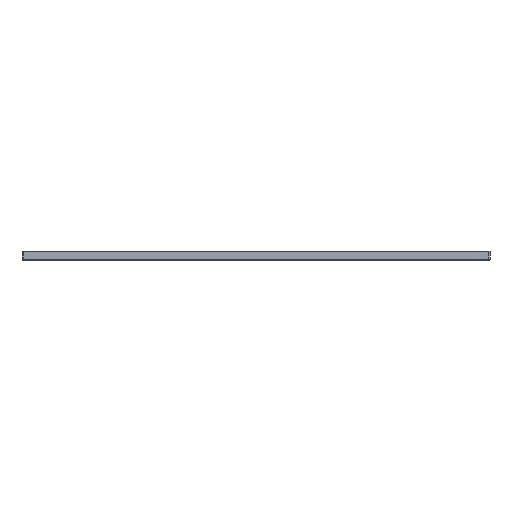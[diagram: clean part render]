
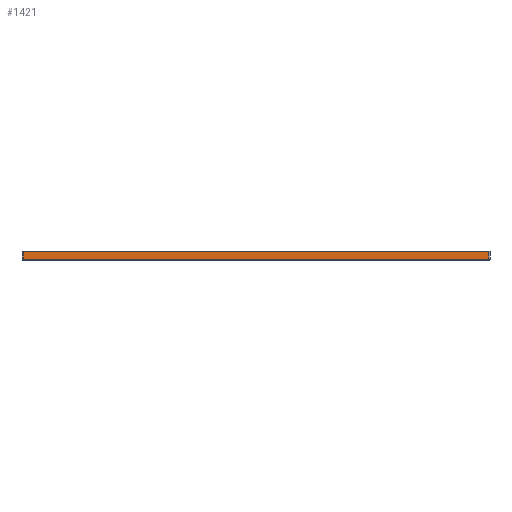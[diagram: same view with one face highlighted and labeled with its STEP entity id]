
A CAD part, front view. The second image highlights one B-rep face of the part: STEP entity #1421.
In plain terms, the highlighted planar face has unit normal (0, -1, 0).
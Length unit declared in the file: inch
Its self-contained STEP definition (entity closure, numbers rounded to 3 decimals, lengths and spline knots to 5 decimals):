
#88 = EDGE_CURVE ( 'NONE', #370, #246, #751, .T. ) ;
#122 = CARTESIAN_POINT ( 'NONE',  ( 42.20083, 0., 0.828 ) ) ;
#166 = FACE_OUTER_BOUND ( 'NONE', #1034, .T. ) ;
#170 = PLANE ( 'NONE',  #481 ) ;
#246 = VERTEX_POINT ( 'NONE', #122 ) ;
#339 = DIRECTION ( 'NONE',  ( 0., 0., -1. ) ) ;
#356 = CARTESIAN_POINT ( 'NONE',  ( 0., 0., 0. ) ) ;
#364 = DIRECTION ( 'NONE',  ( 0., 0., -1. ) ) ;
#370 = VERTEX_POINT ( 'NONE', #1007 ) ;
#399 = ORIENTED_EDGE ( 'NONE', *, *, #493, .F. ) ;
#471 = VECTOR ( 'NONE', #339, 39.37008 ) ;
#481 = AXIS2_PLACEMENT_3D ( 'NONE', #356, #1474, #364 ) ;
#484 = ORIENTED_EDGE ( 'NONE', *, *, #2366, .T. ) ;
#493 = EDGE_CURVE ( 'NONE', #246, #1680, #1354, .T. ) ;
#644 = LINE ( 'NONE', #696, #1080 ) ;
#696 = CARTESIAN_POINT ( 'NONE',  ( 0., 0., 0.1075 ) ) ;
#745 = EDGE_CURVE ( 'NONE', #370, #1133, #772, .T. ) ;
#751 = LINE ( 'NONE', #789, #2149 ) ;
#764 = DIRECTION ( 'NONE',  ( 1., 0., 0. ) ) ;
#772 = LINE ( 'NONE', #818, #2169 ) ;
#789 = CARTESIAN_POINT ( 'NONE',  ( 42.3125, 0., 0.828 ) ) ;
#818 = CARTESIAN_POINT ( 'NONE',  ( 0.11167, 0., 0. ) ) ;
#889 = DIRECTION ( 'NONE',  ( 1., 0., 0. ) ) ;
#1007 = CARTESIAN_POINT ( 'NONE',  ( 0.11167, 0., 0.828 ) ) ;
#1034 = EDGE_LOOP ( 'NONE', ( #399, #1041, #2017, #484 ) ) ;
#1041 = ORIENTED_EDGE ( 'NONE', *, *, #88, .F. ) ;
#1080 = VECTOR ( 'NONE', #889, 39.37008 ) ;
#1133 = VERTEX_POINT ( 'NONE', #1412 ) ;
#1183 = DIRECTION ( 'NONE',  ( 0., 0., -1. ) ) ;
#1354 = LINE ( 'NONE', #1453, #471 ) ;
#1412 = CARTESIAN_POINT ( 'NONE',  ( 0.11167, 0., 0.1075 ) ) ;
#1421 = ADVANCED_FACE ( 'NONE', ( #166 ), #170, .T. ) ;
#1453 = CARTESIAN_POINT ( 'NONE',  ( 42.20083, 0., 0.1046 ) ) ;
#1474 = DIRECTION ( 'NONE',  ( 0., -1., 0. ) ) ;
#1680 = VERTEX_POINT ( 'NONE', #2376 ) ;
#2017 = ORIENTED_EDGE ( 'NONE', *, *, #745, .T. ) ;
#2149 = VECTOR ( 'NONE', #764, 39.37008 ) ;
#2169 = VECTOR ( 'NONE', #1183, 39.37008 ) ;
#2366 = EDGE_CURVE ( 'NONE', #1133, #1680, #644, .T. ) ;
#2376 = CARTESIAN_POINT ( 'NONE',  ( 42.20083, 0., 0.1075 ) ) ;
